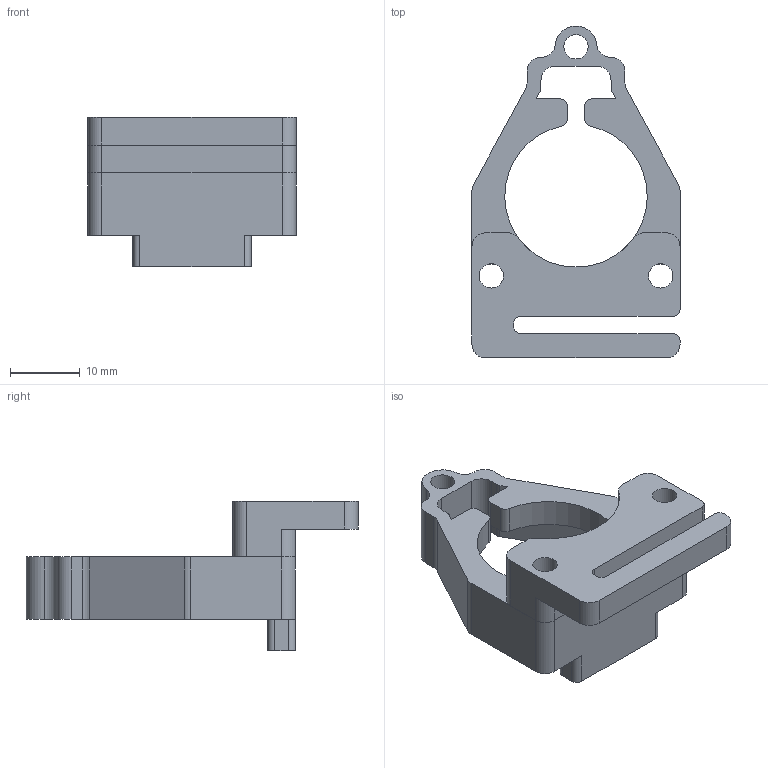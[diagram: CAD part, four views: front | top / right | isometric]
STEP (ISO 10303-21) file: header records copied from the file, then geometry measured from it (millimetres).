
FILE_DESCRIPTION(/* description */ (''),/* implementation_level */ '2;1');
FILE_NAME(/* name */ 'CableTidy.stp',/* time_stamp */ '2015-07-07T11:23:15+01:00',/* author */ ('Oliver'),/* organization */ (''),/* preprocessor_version */ 'ST-DEVELOPER v15.6',/* originating_system */ 'Autodesk Inventor 2015',/* authorisation */ '');
FILE_SCHEMA (('AUTOMOTIVE_DESIGN { 1 0 10303 214 3 1 1 }'));
Length unit declared in the file: millimetre
Products named in the file (1): CableTidy
Bounding box: 29.95 x 47.77 x 21.5 mm (x, y, z)
Volume: 2319.6 mm3; surface area: 5115.2 mm2
Topology: 1 solids, 2 shells, 88 faces, 255 edges, 170 vertices
Faces by surface type: cylinder 46, plane 42
Full cylindrical faces by diameter (mm): 3.5 x5
Entity records: 2954 total; most frequent: DIRECTION 520, CARTESIAN_POINT 509, ORIENTED_EDGE 500, EDGE_CURVE 250, AXIS2_PLACEMENT_3D 181, VERTEX_POINT 170, LINE 158, VECTOR 158
